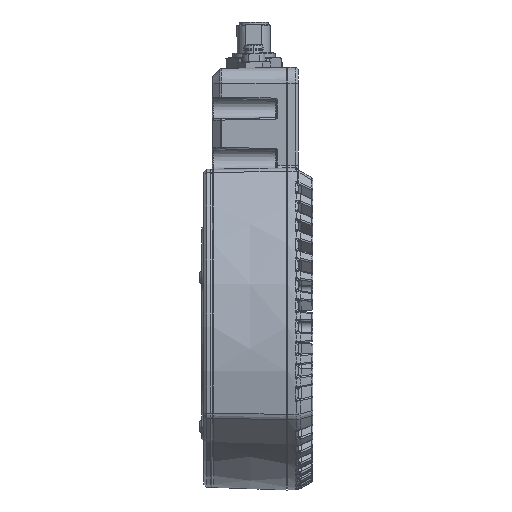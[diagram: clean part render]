
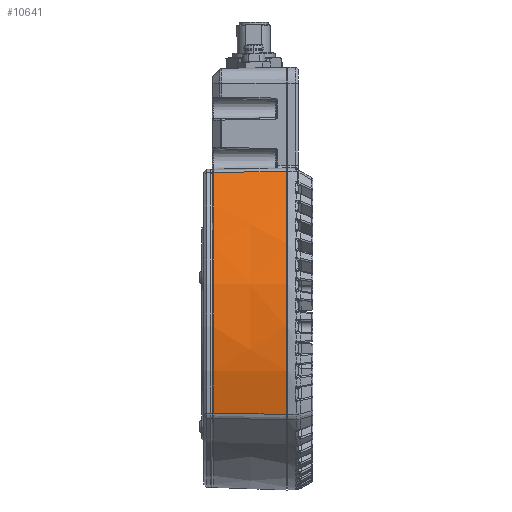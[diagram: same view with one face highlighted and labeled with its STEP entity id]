
A CAD part, left-side view. The second image highlights one B-rep face of the part: STEP entity #10641.
In plain terms, the highlighted conical face has half-angle 2 degrees and reference radius 91.242 mm.
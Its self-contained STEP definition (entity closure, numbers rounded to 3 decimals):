
#10641 = ADVANCED_FACE ( 'NONE', ( #64905 ), #64932, .T. ) ;
#55269 = AXIS2_PLACEMENT_3D ( 'NONE', #66654, #66642, #66605 ) ;
#64905 = FACE_OUTER_BOUND ( 'NONE', #84170, .T. ) ;
#64932 = CONICAL_SURFACE ( 'NONE', #55269, 91.242, 0.035 ) ;
#66605 = DIRECTION ( 'NONE',  ( 0., 0., 1. ) ) ;
#66642 = DIRECTION ( 'NONE',  ( 0., -1., 0. ) ) ;
#66654 = CARTESIAN_POINT ( 'NONE',  ( 32.652, 23.9, -8.749 ) ) ;
#84170 = EDGE_LOOP ( 'NONE', ( #136078, #135747, #135847, #137088 ) ) ;
#109760 = CARTESIAN_POINT ( 'NONE',  ( -32.338, 26.517, 55.162 ) ) ;
#109895 = CARTESIAN_POINT ( 'NONE',  ( -55.752, 26.517, -30.952 ) ) ;
#110349 = CARTESIAN_POINT ( 'NONE',  ( -56.634, 0.5, -31.173 ) ) ;
#110618 = CARTESIAN_POINT ( 'NONE',  ( -33.173, 0.5, 55.608 ) ) ;
#117149 = CIRCLE ( 'NONE', #125210, 92.059 ) ;
#117508 = LINE ( 'NONE', #133964, #117525 ) ;
#117525 = VECTOR ( 'NONE', #133974, 1000. ) ;
#125210 = AXIS2_PLACEMENT_3D ( 'NONE', #133377, #133379, #133380 ) ;
#125881 = AXIS2_PLACEMENT_3D ( 'NONE', #141872, #141874, #141876 ) ;
#129234 = VERTEX_POINT ( 'NONE', #109760 ) ;
#129394 = VERTEX_POINT ( 'NONE', #109895 ) ;
#129678 = B_SPLINE_CURVE_WITH_KNOTS ( 'NONE', 3,
 ( #133991, #134040, #134042, #134044, #134046, #134048, #134050, #134051, #134053, #134055 ),
 .UNSPECIFIED., .F., .F.,
 ( 4, 3, 3, 4 ),
 ( 0.001, 0.008, 0.024, 0.027 ),
 .UNSPECIFIED. ) ;
#129984 = VERTEX_POINT ( 'NONE', #110349 ) ;
#130157 = VERTEX_POINT ( 'NONE', #110618 ) ;
#133377 = CARTESIAN_POINT ( 'NONE',  ( 32.652, 0.5, -8.749 ) ) ;
#133379 = DIRECTION ( 'NONE',  ( 0., -1., 0. ) ) ;
#133380 = DIRECTION ( 'NONE',  ( 0., 0., 1. ) ) ;
#133964 = CARTESIAN_POINT ( 'NONE',  ( -55.841, 23.9, -30.974 ) ) ;
#133974 = DIRECTION ( 'NONE',  ( 0.034, 0.999, 0.009 ) ) ;
#133991 = CARTESIAN_POINT ( 'NONE',  ( -33.173, 0.5, 55.608 ) ) ;
#134040 = CARTESIAN_POINT ( 'NONE',  ( -33.093, 2.998, 55.565 ) ) ;
#134042 = CARTESIAN_POINT ( 'NONE',  ( -33.013, 5.496, 55.522 ) ) ;
#134044 = CARTESIAN_POINT ( 'NONE',  ( -32.933, 7.995, 55.479 ) ) ;
#134046 = CARTESIAN_POINT ( 'NONE',  ( -32.763, 13.296, 55.388 ) ) ;
#134048 = CARTESIAN_POINT ( 'NONE',  ( -32.593, 18.598, 55.297 ) ) ;
#134050 = CARTESIAN_POINT ( 'NONE',  ( -32.422, 23.9, 55.207 ) ) ;
#134051 = CARTESIAN_POINT ( 'NONE',  ( -32.394, 24.772, 55.192 ) ) ;
#134053 = CARTESIAN_POINT ( 'NONE',  ( -32.366, 25.645, 55.177 ) ) ;
#134055 = CARTESIAN_POINT ( 'NONE',  ( -32.338, 26.517, 55.162 ) ) ;
#135747 = ORIENTED_EDGE ( 'NONE', *, *, #143574, .F. ) ;
#135847 = ORIENTED_EDGE ( 'NONE', *, *, #143949, .T. ) ;
#136078 = ORIENTED_EDGE ( 'NONE', *, *, #143936, .F. ) ;
#137088 = ORIENTED_EDGE ( 'NONE', *, *, #145155, .T. ) ;
#139370 = CIRCLE ( 'NONE', #125881, 91.15 ) ;
#141872 = CARTESIAN_POINT ( 'NONE',  ( 32.652, 26.517, -8.749 ) ) ;
#141874 = DIRECTION ( 'NONE',  ( 0., -1., 0. ) ) ;
#141876 = DIRECTION ( 'NONE',  ( 0., 0., -1. ) ) ;
#143574 = EDGE_CURVE ( 'NONE', #130157, #129984, #117149, .T. ) ;
#143936 = EDGE_CURVE ( 'NONE', #129984, #129394, #117508, .T. ) ;
#143949 = EDGE_CURVE ( 'NONE', #130157, #129234, #129678, .T. ) ;
#145155 = EDGE_CURVE ( 'NONE', #129234, #129394, #139370, .T. ) ;
